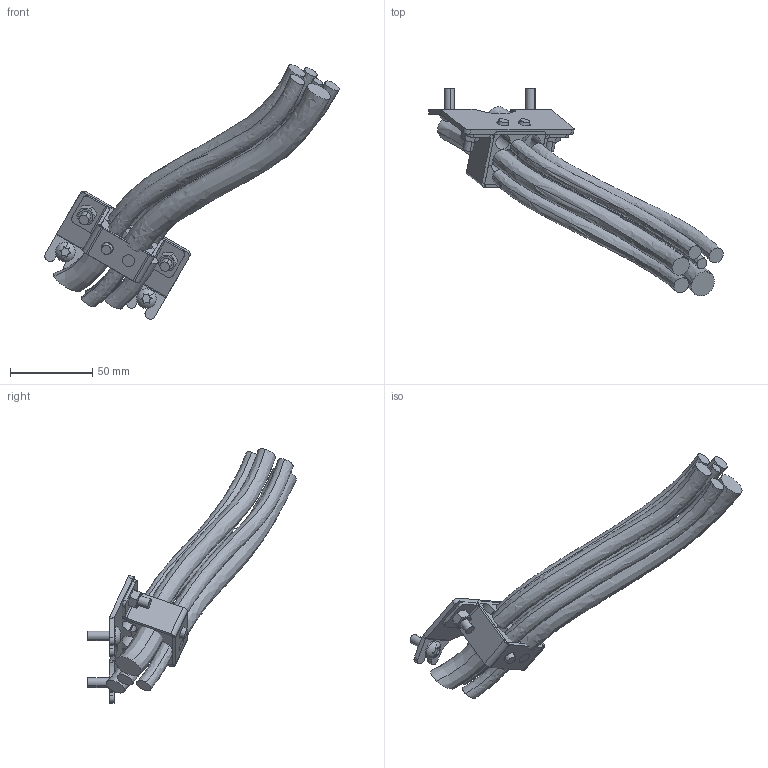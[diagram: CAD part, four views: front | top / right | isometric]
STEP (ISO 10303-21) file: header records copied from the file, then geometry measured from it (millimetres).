
FILE_DESCRIPTION (( 'STEP AP214' ), '1' );
FILE_NAME ('IRB2600_12-185_CABLES_LINK1b_rev00.STEP', '2016-12-02T11:27:39', ( 'ABB' ), ( 'ABB' ), 'SwSTEP 2.0', 'SolidWorks 2014', '' );
FILE_SCHEMA (( 'AUTOMOTIVE_DESIGN' ));
Length unit declared in the file: millimetre
Products named in the file (1): IRB2600_12-185_CABLES_LINK1b_rev00
Bounding box: 179.51 x 126.86 x 155.12 mm (x, y, z)
Volume: 139060.9 mm3; surface area: 63748.1 mm2
Topology: 17 solids, 17 shells, 261 faces, 598 edges, 378 vertices
Faces by surface type: plane 119, cylinder 94, bspline 22, cone 14, torus 12
Entity records: 12577 total; most frequent: CARTESIAN_POINT 6537, DIRECTION 1212, ORIENTED_EDGE 1196, EDGE_CURVE 598, AXIS2_PLACEMENT_3D 470, VERTEX_POINT 378, EDGE_LOOP 284, LINE 272
